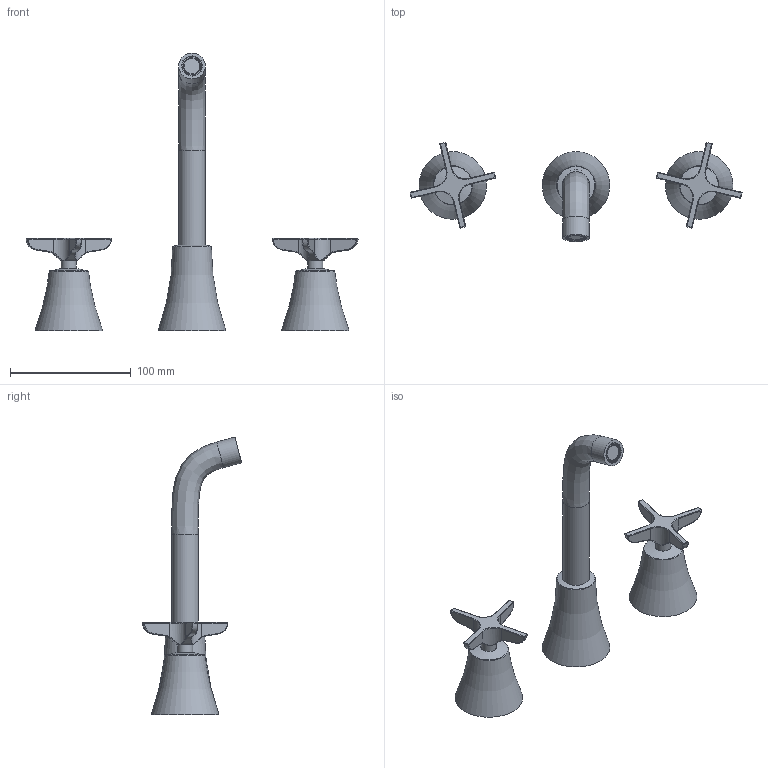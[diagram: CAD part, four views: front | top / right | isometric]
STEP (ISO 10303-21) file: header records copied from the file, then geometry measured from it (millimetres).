
FILE_DESCRIPTION (( 'STEP AP203' ), '1' );
FILE_NAME ('91AP06096.STEP', '2021-11-17T08:25:17', ( '' ), ( '' ), 'SwSTEP 2.0', 'SolidWorks 2021', '' );
FILE_SCHEMA (( 'CONFIG_CONTROL_DESIGN' ));
Length unit declared in the file: millimetre
Products named in the file (1): 91AP06096
Bounding box: 274.89 x 82.29 x 229.93 mm (x, y, z)
Volume: 138304.8 mm3; surface area: 108445.8 mm2
Topology: 9 solids, 9 shells, 553 faces, 1352 edges, 832 vertices
Faces by surface type: plane 225, cylinder 130, bspline 93, torus 45, sphere 40, cone 20
Full cylindrical faces by diameter (mm): 3.3 x2, 4.2 x1, 4.5 x2, 9 x2, 10.7 x4, 12.6 x2, 12.8 x6, 12.955 x1, 13.485 x1, 14.5 x1, 15 x1, 15.173 x1, 15.5 x1, 16.5 x1, 16.75 x1, 16.8 x2, 19 x2, 22 x2, 22.5 x2, 24.5 x3, 25.5 x1, 27.5 x2
Entity records: 30634 total; most frequent: CARTESIAN_POINT 18831, ORIENTED_EDGE 2466, DIRECTION 2290, EDGE_CURVE 1233, AXIS2_PLACEMENT_3D 929, VERTEX_POINT 805, EDGE_LOOP 674, FACE_OUTER_BOUND 609
